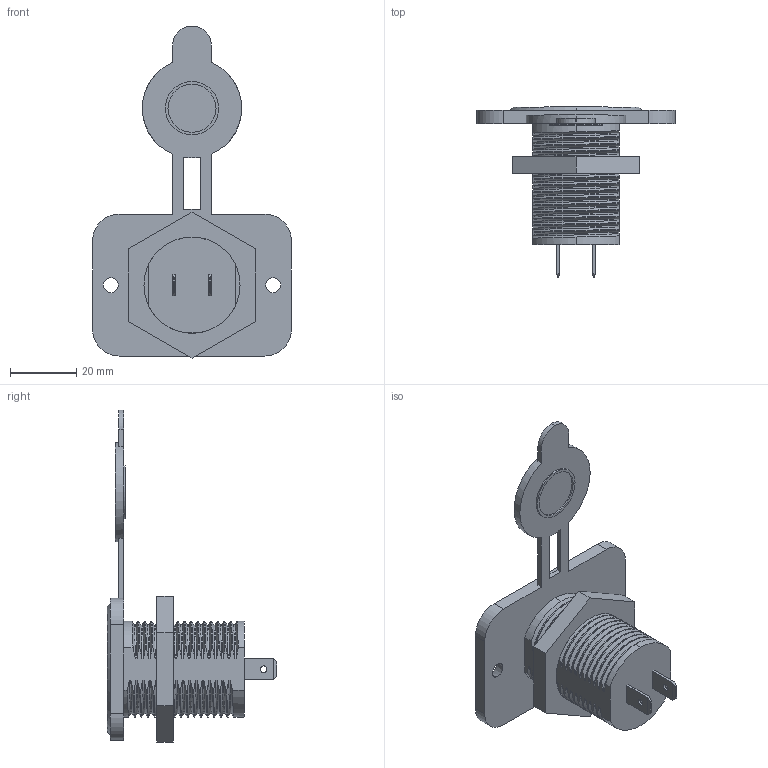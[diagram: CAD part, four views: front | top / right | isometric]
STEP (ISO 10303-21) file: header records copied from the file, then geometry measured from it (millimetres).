
FILE_DESCRIPTION (( 'STEP AP214' ), '1' );
FILE_NAME ('AS234A-A.STEP', '2019-12-04T07:51:36', ( '' ), ( '' ), 'SwSTEP 2.0', 'SolidWorks 2017', '' );
FILE_SCHEMA (( 'AUTOMOTIVE_DESIGN' ));
Length unit declared in the file: millimetre
Products named in the file (1): AS234A-A
Bounding box: 60.02 x 51.3 x 100.24 mm (x, y, z)
Volume: 36094.4 mm3; surface area: 17036.3 mm2
Topology: 7 solids, 7 shells, 284 faces, 763 edges, 506 vertices
Faces by surface type: plane 107, bspline 96, cylinder 71, cone 10
Entity records: 70883 total; most frequent: CARTESIAN_POINT 64882, ORIENTED_EDGE 1526, DIRECTION 861, EDGE_CURVE 763, VERTEX_POINT 506, LINE 339, VECTOR 339, EDGE_LOOP 309
